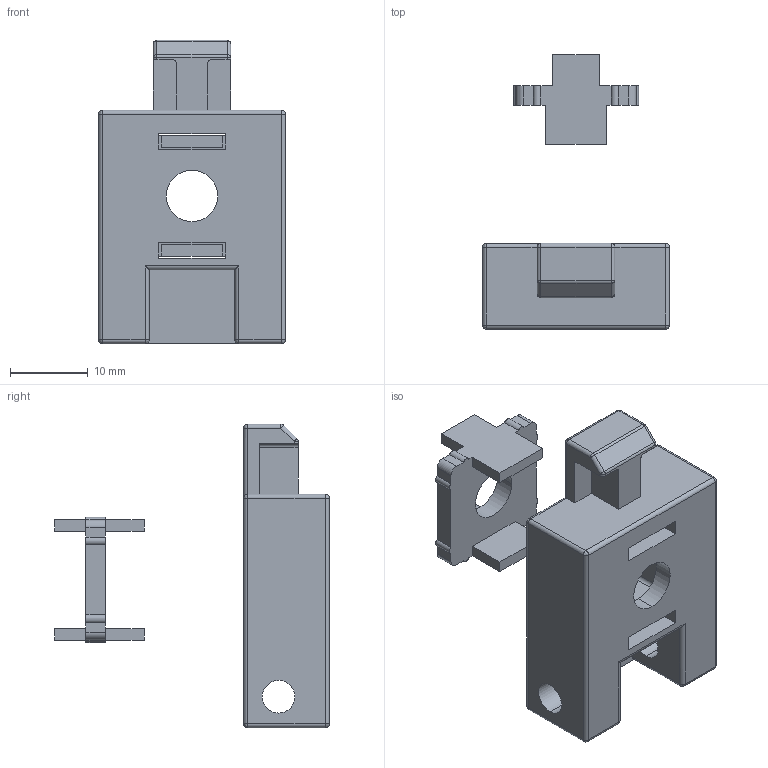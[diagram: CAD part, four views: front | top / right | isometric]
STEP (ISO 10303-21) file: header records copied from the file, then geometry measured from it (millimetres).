
FILE_DESCRIPTION (( 'STEP AP214' ), '1' );
FILE_NAME ('7520010', '2019-01-30T09:37:18', ( '' ), ('JUGARD+KÜNSTNER GmbH'), 'SwSTEP 2.0', 'SolidWorks 2017', '' );
FILE_SCHEMA (( 'AUTOMOTIVE_DESIGN' ));
Length unit declared in the file: millimetre
Products named in the file (3): 7520010; Part1; Part2
Assembly tree (2 placements, depth 2):
  7520010
    Part1
    Part2
Bounding box: 24 x 35.25 x 39 mm (x, y, z)
Volume: 5514.8 mm3; surface area: 4657.7 mm2
Topology: 2 solids, 2 shells, 146 faces, 381 edges, 222 vertices
Faces by surface type: plane 64, cylinder 62, bspline 20
Entity records: 6277 total; most frequent: CARTESIAN_POINT 1110, ORIENTED_EDGE 730, DIRECTION 719, EDGE_CURVE 365, VECTOR 241, LINE 241, AXIS2_PLACEMENT_3D 239, VERTEX_POINT 222
